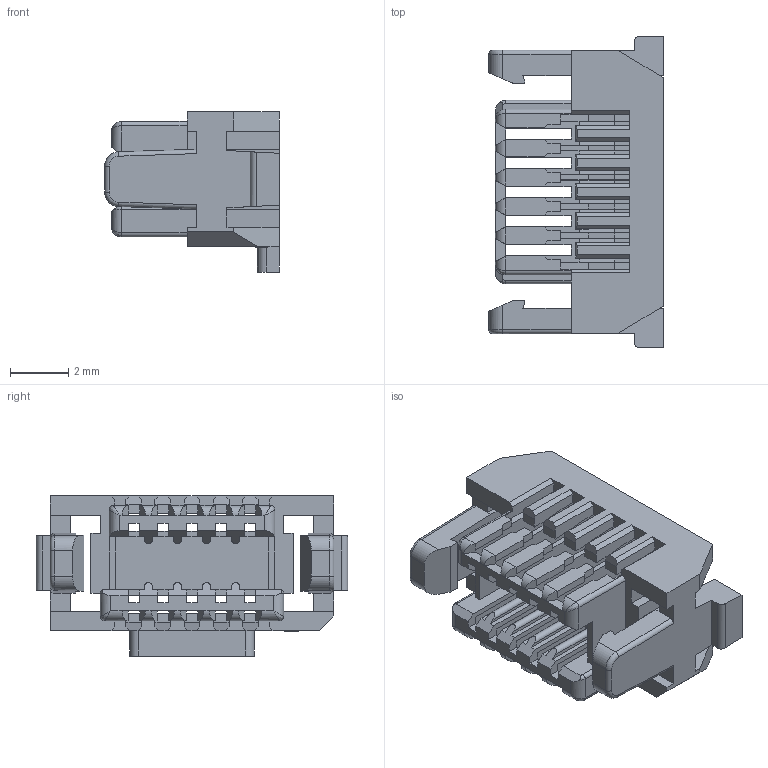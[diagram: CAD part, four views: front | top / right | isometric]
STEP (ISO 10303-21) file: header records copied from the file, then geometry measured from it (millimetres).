
FILE_DESCRIPTION (( 'STEP AP214' ), '1' );
FILE_NAME ('FHG10008-D10M2WHB.STEP', '2025-11-21T06:10:54', ( '' ), ( '' ), 'SwSTEP 2.0', 'SolidWorks 2021', '' );
FILE_SCHEMA (( 'AUTOMOTIVE_DESIGN' ));
Length unit declared in the file: millimetre
Products named in the file (1): FHG10008-D10M2WHB
Bounding box: 6 x 10.71 x 5.51 mm (x, y, z)
Volume: 112.5 mm3; surface area: 541.7 mm2
Topology: 1 solids, 1 shells, 567 faces, 1666 edges, 1068 vertices
Faces by surface type: plane 513, cylinder 44, torus 6, bspline 4
Entity records: 19090 total; most frequent: CARTESIAN_POINT 4116, ORIENTED_EDGE 3332, DIRECTION 2786, EDGE_CURVE 1666, VECTOR 1566, LINE 1566, VERTEX_POINT 1068, AXIS2_PLACEMENT_3D 610
